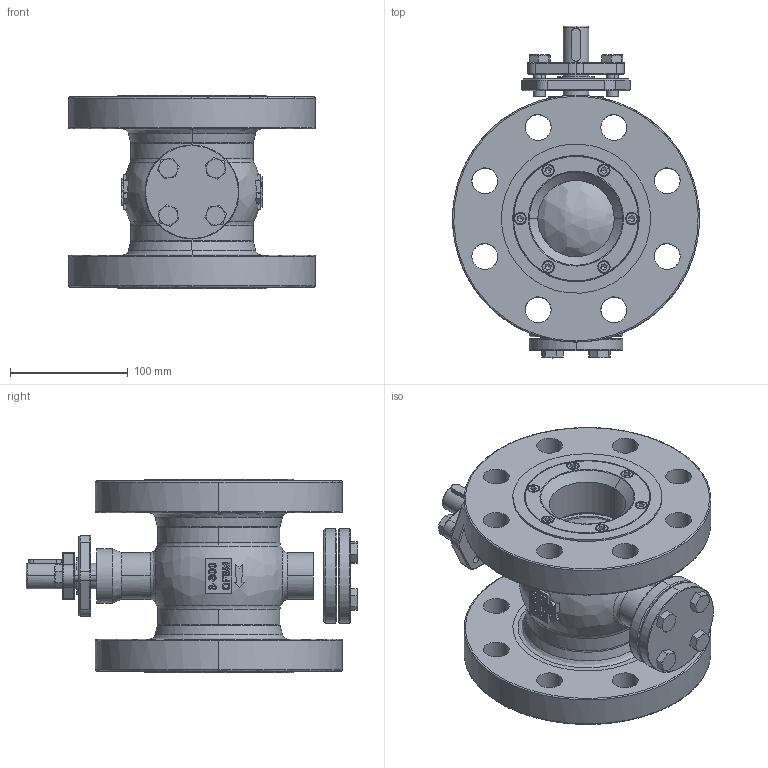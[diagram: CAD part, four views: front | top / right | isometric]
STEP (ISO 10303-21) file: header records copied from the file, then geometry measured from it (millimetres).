
FILE_DESCRIPTION (( 'STEP AP214' ), '1' );
FILE_NAME ('VX-F3-0300-XXX.step', '2019-10-18T12:34:27', ( '' ), ( '' ), 'SwSTEP 2.0', 'SolidWorks 2019', '' );
FILE_SCHEMA (( 'AUTOMOTIVE_DESIGN' ));
Length unit declared in the file: inch
Products named in the file (2): VX-F3-0300-XXX
Bounding box: 210 x 282.4 x 165 mm (x, y, z)
Surface area: 344842.8 mm2 (no closed solid volume)
Topology: 0 solids, 29 shells, 585 faces, 1674 edges, 1094 vertices
Faces by surface type: plane 207, bspline 170, cylinder 129, cone 75, torus 4
Entity records: 51735 total; most frequent: CARTESIAN_POINT 32942, ORIENTED_EDGE 2986, EDGE_CURVE 1662, B_SPLINE_CURVE_WITH_KNOTS 1472, VERTEX_POINT 1094, DIRECTION 902, EDGE_LOOP 692, DIMENSIONAL_EXPONENTS 587
